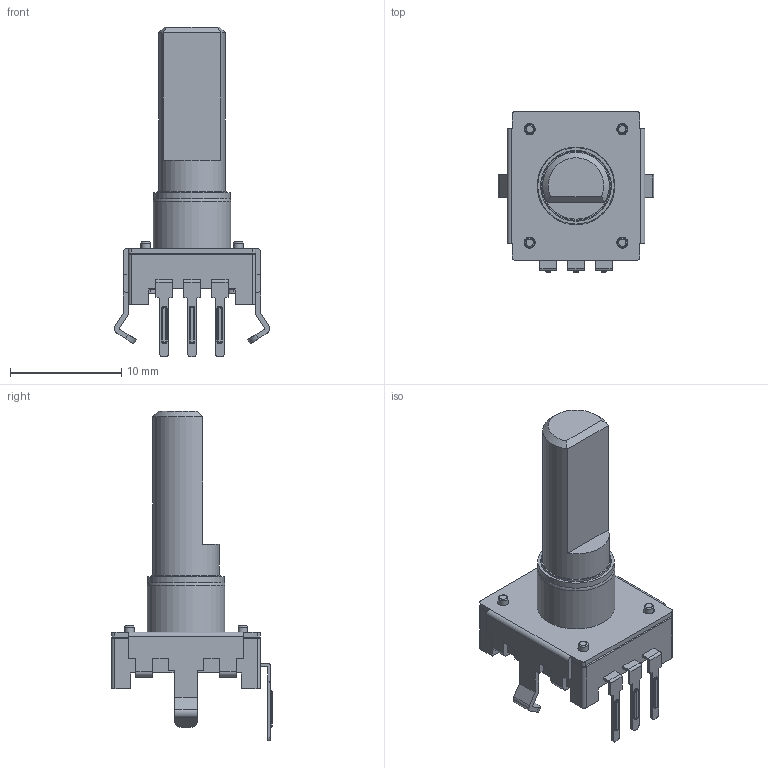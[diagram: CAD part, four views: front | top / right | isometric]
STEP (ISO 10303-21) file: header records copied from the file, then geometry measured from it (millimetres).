
FILE_DESCRIPTION(/* description */ ('Unknown'),/* implementation_level */ '2;1');
FILE_NAME(/* name */ 'PEC12R-4125F-N0012',/* time_stamp */ '2024-06-10T11:21:47+02:00',/* author */ ('Unknown'),/* organization */ ('Unknown'),/* preprocessor_version */ 'ST-DEVELOPER v18.102',/* originating_system */ 'Solid Edge',/* authorisation */ 'Unknown');
FILE_SCHEMA (('AUTOMOTIVE_DESIGN {1 0 10303 214 3 1 1}'));
Length unit declared in the file: millimetre
Products named in the file (1): PEC12R-4125F-N0012
Bounding box: 14 x 14.47 x 29.7 mm (x, y, z)
Volume: 1174.2 mm3; surface area: 1311.9 mm2
Topology: 1 solids, 1 shells, 326 faces, 824 edges, 523 vertices
Faces by surface type: plane 154, cylinder 118, torus 53, cone 1
Full cylindrical faces by diameter (mm): 0.85 x4, 1 x4, 6 x1, 6.198 x1, 6.37 x1, 6.886 x1, 7 x1
Entity records: 11942 total; most frequent: DIRECTION 1754, CARTESIAN_POINT 1650, ORIENTED_EDGE 1600, EDGE_CURVE 800, AXIS2_PLACEMENT_3D 629, VERTEX_POINT 517, LINE 496, VECTOR 496
